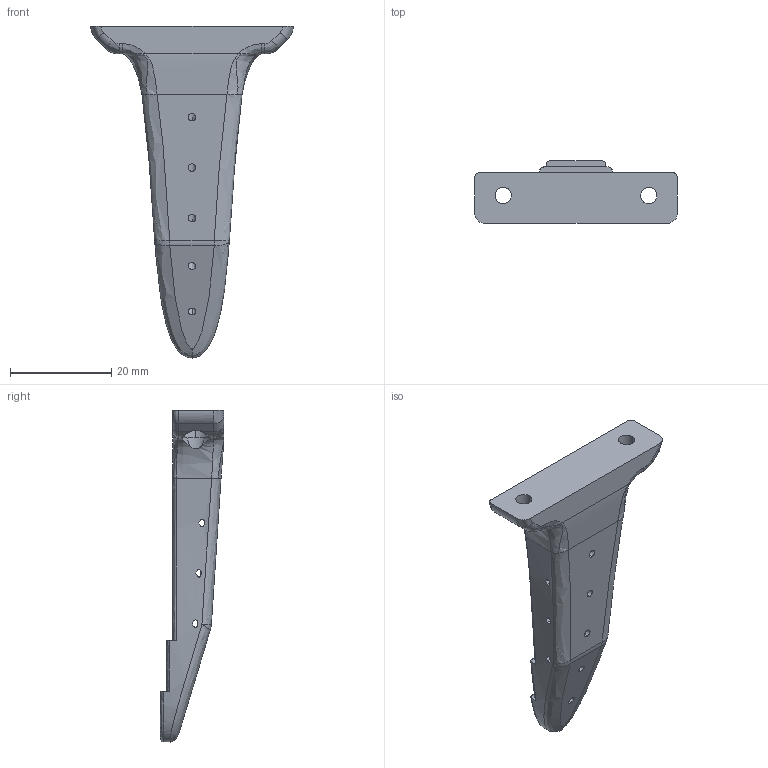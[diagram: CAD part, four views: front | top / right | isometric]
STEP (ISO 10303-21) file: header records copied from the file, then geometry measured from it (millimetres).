
FILE_DESCRIPTION(/* description */ (''),/* implementation_level */ '2;1');
FILE_NAME(/* name */ 'NEWSAM~1',/* time_stamp */ '2025-04-30T10:21:26+08:00',/* author */ (''),/* organization */ (''),/* preprocessor_version */ 'ST-DEVELOPER v16.5',/* originating_system */ '',/* authorisation */ '');
FILE_SCHEMA (('CONFIG_CONTROL_DESIGN'));
Length unit declared in the file: millimetre
Products named in the file (1): Document
Bounding box: 39.99 x 12.49 x 65.49 mm (x, y, z)
Volume: 9032.5 mm3; surface area: 4091.2 mm2
Topology: 1 solids, 1 shells, 127 faces, 312 edges, 183 vertices
Faces by surface type: bspline 91, cylinder 23, plane 13
Entity records: 8850 total; most frequent: CARTESIAN_POINT 6938, ORIENTED_EDGE 616, EDGE_CURVE 308, VERTEX_POINT 183, B_SPLINE_CURVE_WITH_KNOTS 165, EDGE_LOOP 145, ADVANCED_FACE 127, FACE_OUTER_BOUND 127
